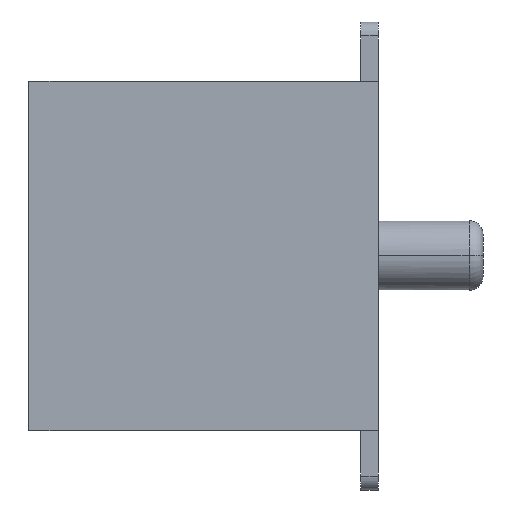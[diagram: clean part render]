
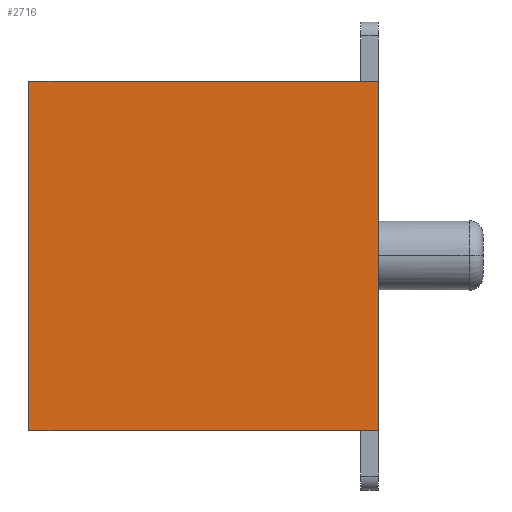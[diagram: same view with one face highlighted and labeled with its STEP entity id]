
A CAD part, front view. The second image highlights one B-rep face of the part: STEP entity #2716.
In plain terms, the highlighted planar face has unit normal (0, -1, 0).
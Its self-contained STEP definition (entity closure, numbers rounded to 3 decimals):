
#13=DIRECTION('',(1.,0.,0.));
#14=VECTOR('',#13,5.);
#15=CARTESIAN_POINT('',(-5.,0.,2.5));
#16=LINE('',#15,#14);
#17=DIRECTION('',(0.,0.,-1.));
#18=VECTOR('',#17,5.);
#19=CARTESIAN_POINT('',(0.,0.,2.5));
#20=LINE('',#19,#18);
#21=DIRECTION('',(-1.,0.,0.));
#22=VECTOR('',#21,5.);
#23=CARTESIAN_POINT('',(0.,0.,-2.5));
#24=LINE('',#23,#22);
#25=DIRECTION('',(0.,0.,1.));
#26=VECTOR('',#25,5.);
#27=CARTESIAN_POINT('',(-5.,0.,-2.5));
#28=LINE('',#27,#26);
#2093=CARTESIAN_POINT('',(-5.,0.,2.5));
#2094=CARTESIAN_POINT('',(0.,0.,2.5));
#2095=VERTEX_POINT('',#2093);
#2096=VERTEX_POINT('',#2094);
#2097=CARTESIAN_POINT('',(0.,0.,-2.5));
#2098=VERTEX_POINT('',#2097);
#2099=CARTESIAN_POINT('',(-5.,0.,-2.5));
#2100=VERTEX_POINT('',#2099);
#2701=CARTESIAN_POINT('',(0.,0.,0.));
#2702=DIRECTION('',(0.,1.,0.));
#2703=DIRECTION('',(0.,0.,-1.));
#2704=AXIS2_PLACEMENT_3D('',#2701,#2702,#2703);
#2705=PLANE('',#2704);
#2707=ORIENTED_EDGE('',*,*,#2706,.T.);
#2709=ORIENTED_EDGE('',*,*,#2708,.T.);
#2711=ORIENTED_EDGE('',*,*,#2710,.T.);
#2713=ORIENTED_EDGE('',*,*,#2712,.T.);
#2714=EDGE_LOOP('',(#2707,#2709,#2711,#2713));
#2715=FACE_OUTER_BOUND('',#2714,.F.);
#2716=ADVANCED_FACE('',(#2715),#2705,.F.);
#2706=EDGE_CURVE('',#2095,#2096,#16,.T.);
#2708=EDGE_CURVE('',#2096,#2098,#20,.T.);
#2710=EDGE_CURVE('',#2098,#2100,#24,.T.);
#2712=EDGE_CURVE('',#2100,#2095,#28,.T.);
